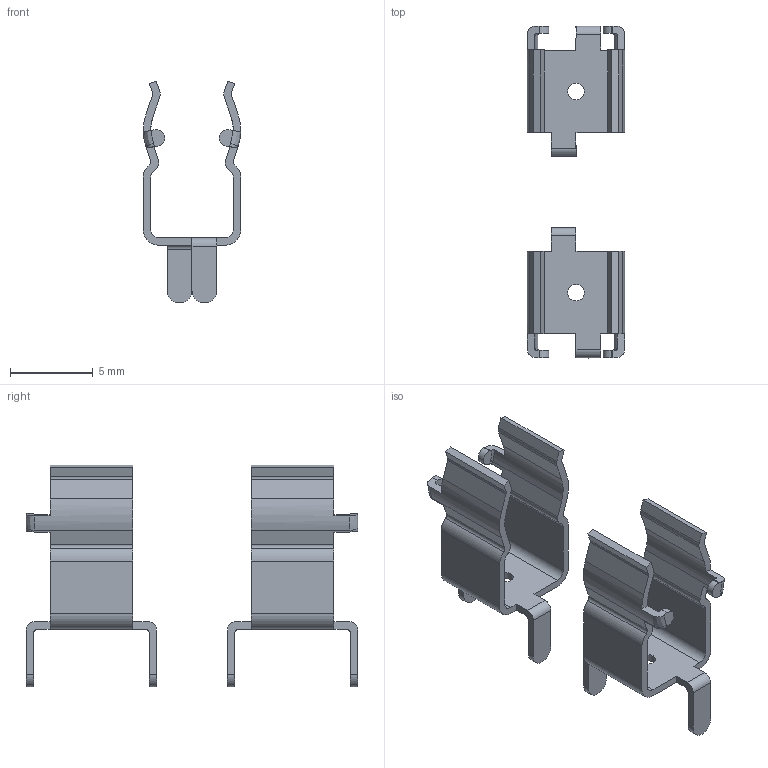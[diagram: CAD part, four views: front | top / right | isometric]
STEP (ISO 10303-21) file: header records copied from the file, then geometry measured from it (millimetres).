
FILE_DESCRIPTION (( 'STEP AP214' ), '1' );
FILE_NAME ('User Library-Fuse Clip 5x20.STEP', '2014-12-14T13:35:44', ( 'Windows User' ), ( '' ), 'SwSTEP 2.0', 'SolidWorks 2015', '' );
FILE_SCHEMA (( 'AUTOMOTIVE_DESIGN' ));
Length unit declared in the file: millimetre
Products named in the file (1): User Library-Fuse Clip 5x20
Bounding box: 5.91 x 20.1 x 13.45 mm (x, y, z)
Volume: 127.8 mm3; surface area: 647.4 mm2
Topology: 2 solids, 2 shells, 168 faces, 484 edges, 320 vertices
Faces by surface type: plane 88, cylinder 72, bspline 8
Entity records: 7582 total; most frequent: CARTESIAN_POINT 1221, ORIENTED_EDGE 968, DIRECTION 926, EDGE_CURVE 484, VERTEX_POINT 320, VECTOR 316, LINE 316, AXIS2_PLACEMENT_3D 305
